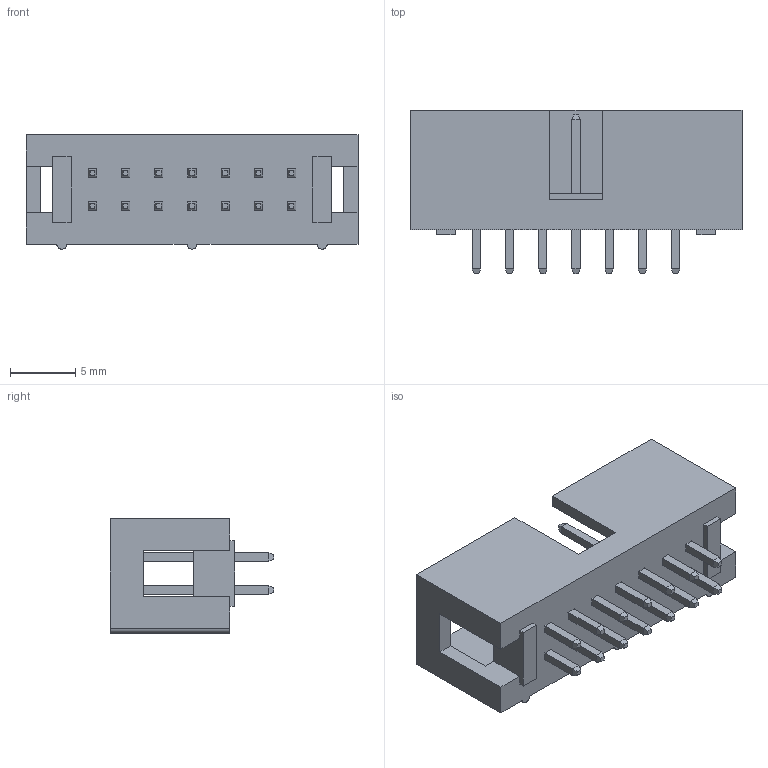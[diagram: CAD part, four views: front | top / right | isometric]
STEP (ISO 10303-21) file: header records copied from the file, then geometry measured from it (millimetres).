
FILE_DESCRIPTION (( 'STEP AP214' ), '1' );
FILE_NAME ('14.STEP', '2019-07-16T11:17:27', ( '' ), ( '' ), 'SwSTEP 2.0', 'SolidWorks 2018', '' );
FILE_SCHEMA (( 'AUTOMOTIVE_DESIGN' ));
Length unit declared in the file: inch
Products named in the file (1): 14
Bounding box: 25.4 x 12.52 x 8.76 mm (x, y, z)
Volume: 957.8 mm3; surface area: 1897.1 mm2
Topology: 15 solids, 15 shells, 290 faces, 678 edges, 414 vertices
Faces by surface type: plane 287, cylinder 3
Entity records: 10398 total; most frequent: CARTESIAN_POINT 1383, ORIENTED_EDGE 1356, DIRECTION 1266, EDGE_CURVE 678, LINE 672, VECTOR 672, VERTEX_POINT 414, EDGE_LOOP 318
